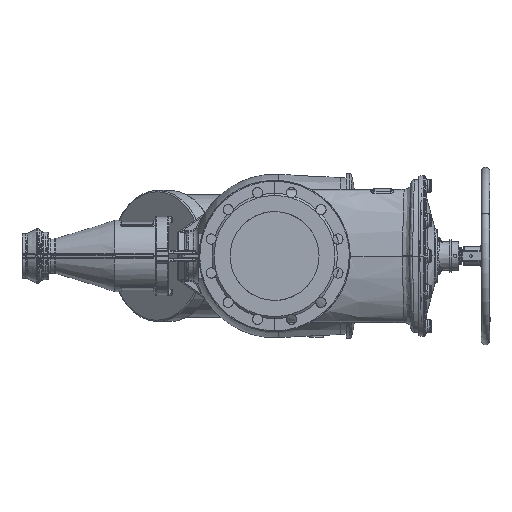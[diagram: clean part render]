
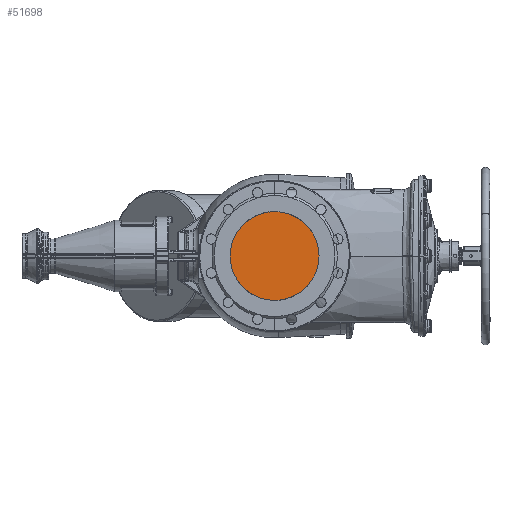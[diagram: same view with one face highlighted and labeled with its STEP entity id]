
A CAD part, left-side view. The second image highlights one B-rep face of the part: STEP entity #51698.
In plain terms, the highlighted planar face has unit normal (-1, 0, 0).
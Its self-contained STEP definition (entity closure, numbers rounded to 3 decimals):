
#51650=CARTESIAN_POINT('Vertex',(-1725.,227.,0.)) ;
#51653=CARTESIAN_POINT('Axis2P3D Location',(-1725.,327.,0.)) ;
#51657=CARTESIAN_POINT('Vertex',(-1725.,427.,0.)) ;
#51677=CARTESIAN_POINT('Axis2P3D Location',(-1725.,327.,0.)) ;
#51689=CARTESIAN_POINT('Axis2P3D Location',(-1725.,431.796,500000.)) ;
#51654=DIRECTION('Axis2P3D Direction',(1.,0.,0.)) ;
#51678=DIRECTION('Axis2P3D Direction',(1.,0.,0.)) ;
#51690=DIRECTION('Axis2P3D Direction',(1.,0.,-0.)) ;
#51691=DIRECTION('Axis2P3D XDirection',(0.,1.,0.)) ;
#51655=AXIS2_PLACEMENT_3D('Circle Axis2P3D',#51653,#51654,$) ;
#51679=AXIS2_PLACEMENT_3D('Circle Axis2P3D',#51677,#51678,$) ;
#51692=AXIS2_PLACEMENT_3D('Plane Axis2P3D',#51689,#51690,#51691) ;
#51695=ORIENTED_EDGE('',*,*,#51659,.T.) ;
#51696=ORIENTED_EDGE('',*,*,#51681,.T.) ;
#51698=ADVANCED_FACE('PartBody',(#51697),#51693,.F.) ;
#51656=CIRCLE('generated circle',#51655,100.) ;
#51680=CIRCLE('generated circle',#51679,100.) ;
#51659=EDGE_CURVE('',#51658,#51651,#51656,.F.) ;
#51681=EDGE_CURVE('',#51651,#51658,#51680,.F.) ;
#51694=EDGE_LOOP('',(#51695,#51696)) ;
#51697=FACE_OUTER_BOUND('',#51694,.T.) ;
#51693=PLANE('',#51692) ;
#51651=VERTEX_POINT('',#51650) ;
#51658=VERTEX_POINT('',#51657) ;
